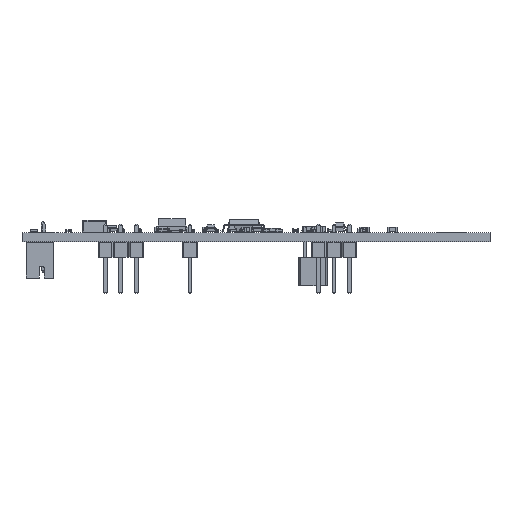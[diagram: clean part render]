
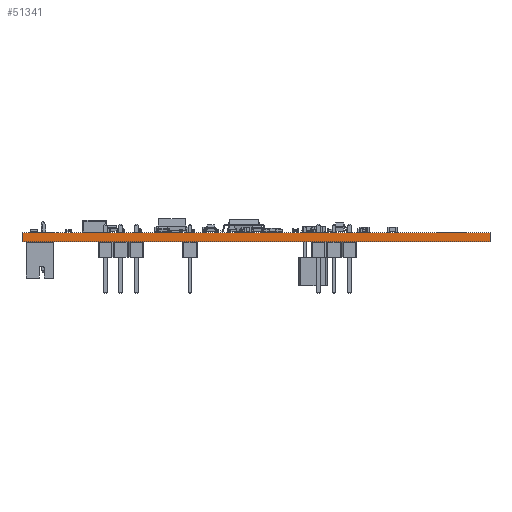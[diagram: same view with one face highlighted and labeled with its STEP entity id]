
A CAD part, front view. The second image highlights one B-rep face of the part: STEP entity #51341.
In plain terms, the highlighted planar face has unit normal (0, -1, 0).
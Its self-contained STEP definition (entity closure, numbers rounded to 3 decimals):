
#51341 = ADVANCED_FACE('',(#51342),#51376,.T.);
#51342 = FACE_BOUND('',#51343,.T.);
#51343 = EDGE_LOOP('',(#51344,#51354,#51362,#51370));
#51344 = ORIENTED_EDGE('',*,*,#51345,.T.);
#51345 = EDGE_CURVE('',#51346,#51348,#51350,.T.);
#51346 = VERTEX_POINT('',#51347);
#51347 = CARTESIAN_POINT('',(130.5,-105.5,0.));
#51348 = VERTEX_POINT('',#51349);
#51349 = CARTESIAN_POINT('',(130.5,-105.5,1.51));
#51350 = LINE('',#51351,#51352);
#51351 = CARTESIAN_POINT('',(130.5,-105.5,0.));
#51352 = VECTOR('',#51353,1.);
#51353 = DIRECTION('',(0.,0.,1.));
#51354 = ORIENTED_EDGE('',*,*,#51355,.T.);
#51355 = EDGE_CURVE('',#51348,#51356,#51358,.T.);
#51356 = VERTEX_POINT('',#51357);
#51357 = CARTESIAN_POINT('',(52.5,-105.5,1.51));
#51358 = LINE('',#51359,#51360);
#51359 = CARTESIAN_POINT('',(130.5,-105.5,1.51));
#51360 = VECTOR('',#51361,1.);
#51361 = DIRECTION('',(-1.,0.,0.));
#51362 = ORIENTED_EDGE('',*,*,#51363,.F.);
#51363 = EDGE_CURVE('',#51364,#51356,#51366,.T.);
#51364 = VERTEX_POINT('',#51365);
#51365 = CARTESIAN_POINT('',(52.5,-105.5,0.));
#51366 = LINE('',#51367,#51368);
#51367 = CARTESIAN_POINT('',(52.5,-105.5,0.));
#51368 = VECTOR('',#51369,1.);
#51369 = DIRECTION('',(0.,0.,1.));
#51370 = ORIENTED_EDGE('',*,*,#51371,.F.);
#51371 = EDGE_CURVE('',#51346,#51364,#51372,.T.);
#51372 = LINE('',#51373,#51374);
#51373 = CARTESIAN_POINT('',(130.5,-105.5,0.));
#51374 = VECTOR('',#51375,1.);
#51375 = DIRECTION('',(-1.,0.,0.));
#51376 = PLANE('',#51377);
#51377 = AXIS2_PLACEMENT_3D('',#51378,#51379,#51380);
#51378 = CARTESIAN_POINT('',(130.5,-105.5,0.));
#51379 = DIRECTION('',(0.,-1.,0.));
#51380 = DIRECTION('',(-1.,0.,0.));
